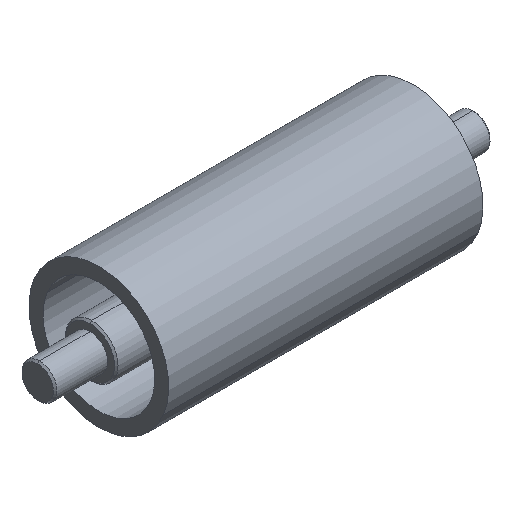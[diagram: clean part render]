
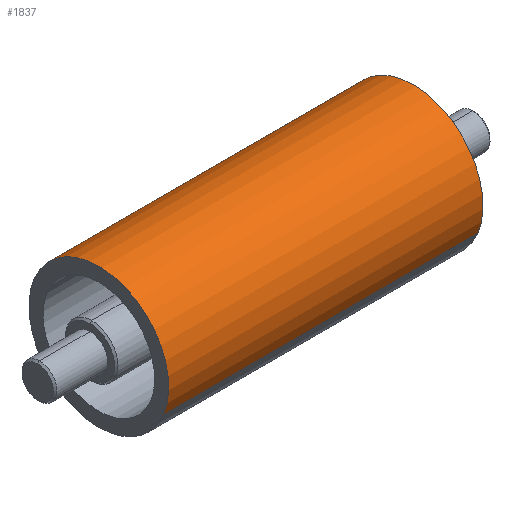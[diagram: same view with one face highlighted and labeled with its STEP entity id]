
A CAD part, isometric view. The second image highlights one B-rep face of the part: STEP entity #1837.
In plain terms, the highlighted cylindrical face has radius 20 mm (diameter 40 mm), a partial arc.
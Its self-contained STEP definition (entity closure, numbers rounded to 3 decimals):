
#133 = DIRECTION ( 'NONE',  ( 0., 0., 1. ) ) ;
#266 = VERTEX_POINT ( 'NONE', #2952 ) ;
#322 = DIRECTION ( 'NONE',  ( -1., 0., 0. ) ) ;
#565 = ORIENTED_EDGE ( 'NONE', *, *, #1236, .F. ) ;
#682 = CARTESIAN_POINT ( 'NONE',  ( 0., 0., 20. ) ) ;
#784 = VERTEX_POINT ( 'NONE', #682 ) ;
#925 = CARTESIAN_POINT ( 'NONE',  ( 0., 0., 0. ) ) ;
#1052 = EDGE_CURVE ( 'NONE', #266, #2111, #3050, .T. ) ;
#1082 = CARTESIAN_POINT ( 'NONE',  ( 90., 0., 20. ) ) ;
#1210 = CARTESIAN_POINT ( 'NONE',  ( 0., 0., -20. ) ) ;
#1236 = EDGE_CURVE ( 'NONE', #1399, #784, #1859, .T. ) ;
#1247 = EDGE_CURVE ( 'NONE', #266, #1399, #2943, .T. ) ;
#1381 = CARTESIAN_POINT ( 'NONE',  ( 0., 0., 0. ) ) ;
#1399 = VERTEX_POINT ( 'NONE', #1210 ) ;
#1451 = LINE ( 'NONE', #2964, #2835 ) ;
#1550 = ORIENTED_EDGE ( 'NONE', *, *, #1247, .F. ) ;
#1672 = DIRECTION ( 'NONE',  ( -1., 0., 0. ) ) ;
#1837 = ADVANCED_FACE ( 'NONE', ( #2724 ), #3243, .T. ) ;
#1859 = CIRCLE ( 'NONE', #2886, 20. ) ;
#1957 = DIRECTION ( 'NONE',  ( -1., 0., 0. ) ) ;
#1971 = AXIS2_PLACEMENT_3D ( 'NONE', #925, #2672, #133 ) ;
#2020 = AXIS2_PLACEMENT_3D ( 'NONE', #2333, #322, #3136 ) ;
#2111 = VERTEX_POINT ( 'NONE', #1082 ) ;
#2193 = DIRECTION ( 'NONE',  ( -1., 0., 0. ) ) ;
#2333 = CARTESIAN_POINT ( 'NONE',  ( 90., 0., 0. ) ) ;
#2334 = EDGE_CURVE ( 'NONE', #2111, #784, #1451, .T. ) ;
#2391 = ORIENTED_EDGE ( 'NONE', *, *, #1052, .T. ) ;
#2502 = VECTOR ( 'NONE', #1957, 1000. ) ;
#2672 = DIRECTION ( 'NONE',  ( -1., 0., 0. ) ) ;
#2711 = ORIENTED_EDGE ( 'NONE', *, *, #2334, .T. ) ;
#2724 = FACE_OUTER_BOUND ( 'NONE', #2961, .T. ) ;
#2741 = DIRECTION ( 'NONE',  ( 0., 0., 1. ) ) ;
#2835 = VECTOR ( 'NONE', #1672, 1000. ) ;
#2886 = AXIS2_PLACEMENT_3D ( 'NONE', #1381, #2193, #2741 ) ;
#2943 = LINE ( 'NONE', #3230, #2502 ) ;
#2952 = CARTESIAN_POINT ( 'NONE',  ( 90., 0., -20. ) ) ;
#2961 = EDGE_LOOP ( 'NONE', ( #1550, #2391, #2711, #565 ) ) ;
#2964 = CARTESIAN_POINT ( 'NONE',  ( 0., 0., 20. ) ) ;
#3050 = CIRCLE ( 'NONE', #2020, 20. ) ;
#3136 = DIRECTION ( 'NONE',  ( 0., 0., 1. ) ) ;
#3230 = CARTESIAN_POINT ( 'NONE',  ( 0., 0., -20. ) ) ;
#3243 = CYLINDRICAL_SURFACE ( 'NONE', #1971, 20. ) ;
